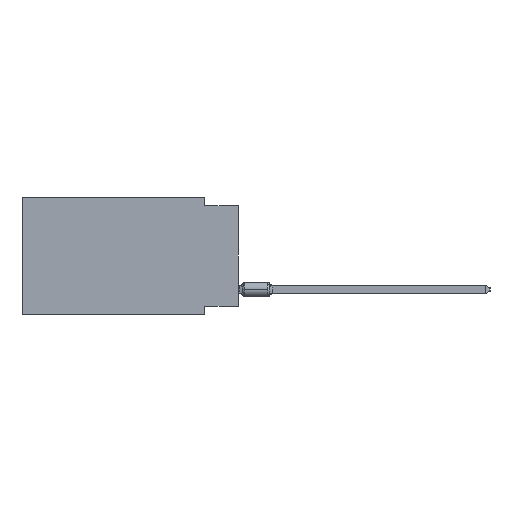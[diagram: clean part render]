
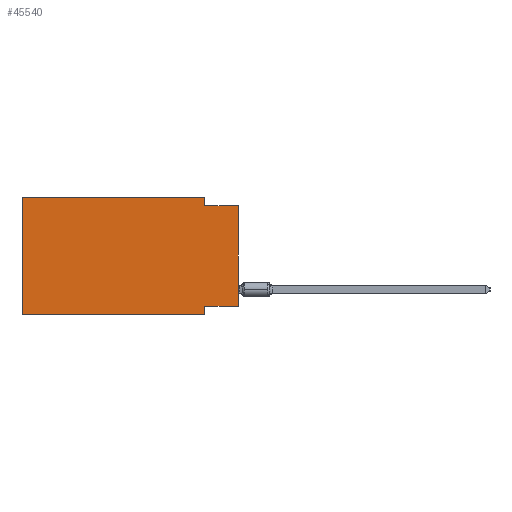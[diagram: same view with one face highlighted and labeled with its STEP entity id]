
A CAD part, left-side view. The second image highlights one B-rep face of the part: STEP entity #45540.
In plain terms, the highlighted planar face has unit normal (-1, 0, 0).
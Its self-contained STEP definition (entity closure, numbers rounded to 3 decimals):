
#459 = VECTOR ( 'NONE', #25926, 1000. ) ;
#655 = CARTESIAN_POINT ( 'NONE',  ( 0., 0., -8.255 ) ) ;
#753 = EDGE_CURVE ( 'NONE', #14522, #34049, #10603, .T. ) ;
#804 = DIRECTION ( 'NONE',  ( 0., -1., 0. ) ) ;
#1674 = EDGE_CURVE ( 'NONE', #42263, #27846, #23353, .T. ) ;
#2878 = CARTESIAN_POINT ( 'NONE',  ( 0., 2.54, -8.255 ) ) ;
#3607 = ORIENTED_EDGE ( 'NONE', *, *, #1674, .F. ) ;
#3932 = DIRECTION ( 'NONE',  ( 0., 0., -1. ) ) ;
#4065 = EDGE_CURVE ( 'NONE', #4876, #36652, #41126, .T. ) ;
#4876 = VERTEX_POINT ( 'NONE', #22134 ) ;
#5428 = DIRECTION ( 'NONE',  ( 0., -1., 0. ) ) ;
#5800 = CARTESIAN_POINT ( 'NONE',  ( 0., 0., -0.635 ) ) ;
#6737 = ORIENTED_EDGE ( 'NONE', *, *, #4065, .F. ) ;
#6917 = EDGE_CURVE ( 'NONE', #14116, #4876, #46448, .T. ) ;
#7303 = CARTESIAN_POINT ( 'NONE',  ( 0., 2.54, -8.89 ) ) ;
#7841 = ORIENTED_EDGE ( 'NONE', *, *, #39049, .F. ) ;
#8414 = PLANE ( 'NONE',  #42156 ) ;
#10467 = ORIENTED_EDGE ( 'NONE', *, *, #21205, .T. ) ;
#10603 = LINE ( 'NONE', #7303, #459 ) ;
#11072 = EDGE_LOOP ( 'NONE', ( #10467, #6737, #18618, #21398, #3607, #23191, #43725, #7841 ) ) ;
#11199 = VERTEX_POINT ( 'NONE', #24421 ) ;
#11488 = DIRECTION ( 'NONE',  ( 1., 0., 0. ) ) ;
#13448 = CARTESIAN_POINT ( 'NONE',  ( 0., 0., 0. ) ) ;
#14116 = VERTEX_POINT ( 'NONE', #42639 ) ;
#14386 = DIRECTION ( 'NONE',  ( 0., 0., 1. ) ) ;
#14522 = VERTEX_POINT ( 'NONE', #2878 ) ;
#14792 = CARTESIAN_POINT ( 'NONE',  ( 0., 16.383, 0. ) ) ;
#16040 = CARTESIAN_POINT ( 'NONE',  ( 0., 16.383, -8.89 ) ) ;
#16760 = CARTESIAN_POINT ( 'NONE',  ( 0., 16.383, 0. ) ) ;
#18618 = ORIENTED_EDGE ( 'NONE', *, *, #6917, .F. ) ;
#20466 = VECTOR ( 'NONE', #36744, 1000. ) ;
#21205 = EDGE_CURVE ( 'NONE', #11199, #36652, #42235, .T. ) ;
#21398 = ORIENTED_EDGE ( 'NONE', *, *, #26478, .F. ) ;
#22134 = CARTESIAN_POINT ( 'NONE',  ( 0., 2.54, -0.635 ) ) ;
#22317 = FACE_OUTER_BOUND ( 'NONE', #11072, .T. ) ;
#22650 = DIRECTION ( 'NONE',  ( 0., -1., 0. ) ) ;
#23191 = ORIENTED_EDGE ( 'NONE', *, *, #29274, .T. ) ;
#23353 = LINE ( 'NONE', #16760, #46479 ) ;
#23884 = VECTOR ( 'NONE', #804, 1000. ) ;
#24421 = CARTESIAN_POINT ( 'NONE',  ( 0., 0., -8.255 ) ) ;
#25239 = CARTESIAN_POINT ( 'NONE',  ( 0., 2.54, -8.89 ) ) ;
#25926 = DIRECTION ( 'NONE',  ( 0., 0., -1. ) ) ;
#26262 = CARTESIAN_POINT ( 'NONE',  ( 0., 0., -0.635 ) ) ;
#26439 = CARTESIAN_POINT ( 'NONE',  ( 0., 16.383, 0. ) ) ;
#26478 = EDGE_CURVE ( 'NONE', #27846, #14116, #27356, .T. ) ;
#27131 = DIRECTION ( 'NONE',  ( 0., 0., 1. ) ) ;
#27356 = LINE ( 'NONE', #26439, #46215 ) ;
#27846 = VERTEX_POINT ( 'NONE', #37293 ) ;
#29274 = EDGE_CURVE ( 'NONE', #42263, #34049, #44142, .T. ) ;
#30523 = CARTESIAN_POINT ( 'NONE',  ( 0., 16.383, -8.89 ) ) ;
#32843 = VECTOR ( 'NONE', #22650, 1000. ) ;
#32967 = LINE ( 'NONE', #655, #20466 ) ;
#33636 = CARTESIAN_POINT ( 'NONE',  ( 0., 2.54, 0. ) ) ;
#34049 = VERTEX_POINT ( 'NONE', #25239 ) ;
#36652 = VERTEX_POINT ( 'NONE', #5800 ) ;
#36744 = DIRECTION ( 'NONE',  ( 0., 1., 0. ) ) ;
#37293 = CARTESIAN_POINT ( 'NONE',  ( 0., 16.383, 0. ) ) ;
#38545 = VECTOR ( 'NONE', #40031, 1000. ) ;
#39049 = EDGE_CURVE ( 'NONE', #11199, #14522, #32967, .T. ) ;
#39441 = VECTOR ( 'NONE', #14386, 1000. ) ;
#40031 = DIRECTION ( 'NONE',  ( 0., 0., -1. ) ) ;
#41126 = LINE ( 'NONE', #26262, #23884 ) ;
#42156 = AXIS2_PLACEMENT_3D ( 'NONE', #14792, #11488, #3932 ) ;
#42235 = LINE ( 'NONE', #13448, #39441 ) ;
#42263 = VERTEX_POINT ( 'NONE', #30523 ) ;
#42639 = CARTESIAN_POINT ( 'NONE',  ( 0., 2.54, 0. ) ) ;
#43725 = ORIENTED_EDGE ( 'NONE', *, *, #753, .F. ) ;
#44142 = LINE ( 'NONE', #16040, #32843 ) ;
#45540 = ADVANCED_FACE ( 'NONE', ( #22317 ), #8414, .F. ) ;
#46215 = VECTOR ( 'NONE', #5428, 1000. ) ;
#46448 = LINE ( 'NONE', #33636, #38545 ) ;
#46479 = VECTOR ( 'NONE', #27131, 1000. ) ;
